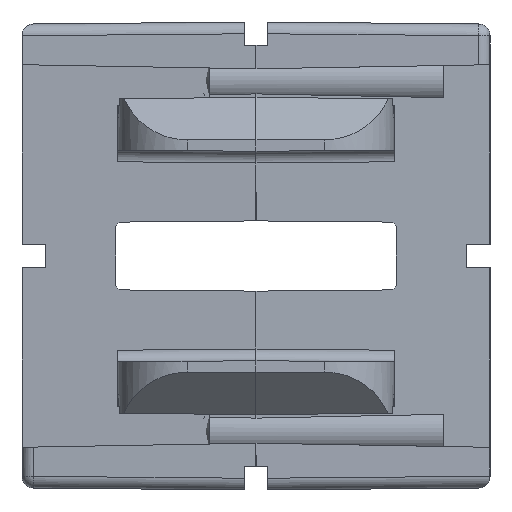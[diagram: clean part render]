
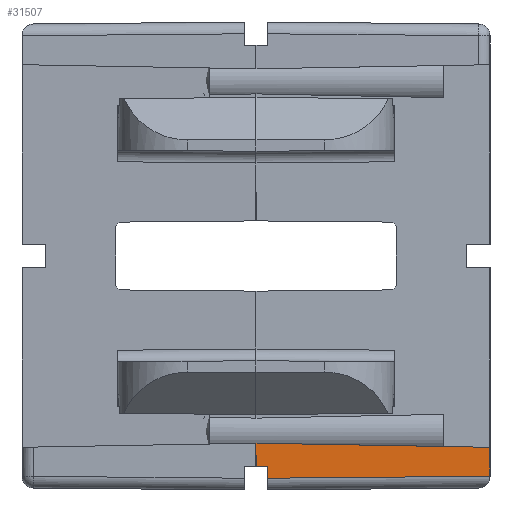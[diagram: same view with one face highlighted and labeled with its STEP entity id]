
A CAD part, left-side view. The second image highlights one B-rep face of the part: STEP entity #31507.
In plain terms, the highlighted planar face has unit normal (-1, -0.009, 0).
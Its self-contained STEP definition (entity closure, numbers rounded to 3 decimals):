
#4960 = EDGE_LOOP ( 'NONE', ( #36075, #36076, #36077, #36078, #36079, #36080 ) ) ;
#11297 = CARTESIAN_POINT ( 'NONE',  ( -69.913, -10., -9.413 ) ) ;
#12933 = CARTESIAN_POINT ( 'NONE',  ( -70., 0., 10. ) ) ;
#12935 = PLANE ( 'NONE',  #14731 ) ;
#12938 = DIRECTION ( 'NONE',  ( -1., -0.009, 0. ) ) ;
#12939 = DIRECTION ( 'NONE',  ( 0.009, -1., 0. ) ) ;
#13530 = FACE_OUTER_BOUND ( 'NONE', #4960, .T. ) ;
#14731 = AXIS2_PLACEMENT_3D ( 'NONE', #12933, #12938, #12939 ) ;
#18725 = CARTESIAN_POINT ( 'NONE',  ( -70., 0., 10. ) ) ;
#18736 = DIRECTION ( 'NONE',  ( 0., 0., -1. ) ) ;
#19113 = LINE ( 'NONE', #18725, #19118 ) ;
#19118 = VECTOR ( 'NONE', #18736, 1000. ) ;
#20400 = VERTEX_POINT ( 'NONE', #11297 ) ;
#23113 = LINE ( 'NONE', #24126, #23116 ) ;
#23115 = LINE ( 'NONE', #24130, #23117 ) ;
#23116 = VECTOR ( 'NONE', #24127, 1000. ) ;
#23117 = VECTOR ( 'NONE', #24134, 1000. ) ;
#23118 = LINE ( 'NONE', #24136, #23120 ) ;
#23119 = LINE ( 'NONE', #24138, #23122 ) ;
#23120 = VECTOR ( 'NONE', #24137, 1000. ) ;
#23122 = VECTOR ( 'NONE', #24139, 1000. ) ;
#24126 = CARTESIAN_POINT ( 'NONE',  ( -70.003, 0.314, -7.995 ) ) ;
#24127 = DIRECTION ( 'NONE',  ( -0.009, 1., 0.017 ) ) ;
#24130 = CARTESIAN_POINT ( 'NONE',  ( -69.996, -0.5, 10. ) ) ;
#24134 = DIRECTION ( 'NONE',  ( 0., 0., 1. ) ) ;
#24136 = CARTESIAN_POINT ( 'NONE',  ( -69.989, -1.217, -9.489 ) ) ;
#24137 = DIRECTION ( 'NONE',  ( 0.009, -1., 0.009 ) ) ;
#24138 = CARTESIAN_POINT ( 'NONE',  ( -70.001, 0.166, -8.999 ) ) ;
#24139 = DIRECTION ( 'NONE',  ( -0.009, 1., 0.009 ) ) ;
#24984 = CARTESIAN_POINT ( 'NONE',  ( -69.913, -10., -8.175 ) ) ;
#26444 = CARTESIAN_POINT ( 'NONE',  ( -70., 0., -8. ) ) ;
#26450 = CARTESIAN_POINT ( 'NONE',  ( -70., 0., -9. ) ) ;
#26455 = CARTESIAN_POINT ( 'NONE',  ( -69.996, -0.5, -9.004 ) ) ;
#26456 = CARTESIAN_POINT ( 'NONE',  ( -69.996, -0.5, -9.496 ) ) ;
#28564 = LINE ( 'NONE', #29520, #28567 ) ;
#28567 = VECTOR ( 'NONE', #29521, 1000. ) ;
#29520 = CARTESIAN_POINT ( 'NONE',  ( -69.913, -10., 10. ) ) ;
#29521 = DIRECTION ( 'NONE',  ( 0., 0., -1. ) ) ;
#31507 = ADVANCED_FACE ( 'NONE', ( #13530 ), #12935, .T. ) ;
#32451 = EDGE_CURVE ( 'NONE', #34885, #34891, #19113, .T. ) ;
#33591 = EDGE_CURVE ( 'NONE', #34498, #34885, #23113, .T. ) ;
#33593 = EDGE_CURVE ( 'NONE', #34897, #34896, #23115, .T. ) ;
#33594 = EDGE_CURVE ( 'NONE', #34897, #20400, #23118, .T. ) ;
#33595 = EDGE_CURVE ( 'NONE', #34896, #34891, #23119, .T. ) ;
#34498 = VERTEX_POINT ( 'NONE', #24984 ) ;
#34885 = VERTEX_POINT ( 'NONE', #26444 ) ;
#34891 = VERTEX_POINT ( 'NONE', #26450 ) ;
#34896 = VERTEX_POINT ( 'NONE', #26455 ) ;
#34897 = VERTEX_POINT ( 'NONE', #26456 ) ;
#36075 = ORIENTED_EDGE ( 'NONE', *, *, #33593, .F. ) ;
#36076 = ORIENTED_EDGE ( 'NONE', *, *, #33594, .T. ) ;
#36077 = ORIENTED_EDGE ( 'NONE', *, *, #38307, .F. ) ;
#36078 = ORIENTED_EDGE ( 'NONE', *, *, #33591, .T. ) ;
#36079 = ORIENTED_EDGE ( 'NONE', *, *, #32451, .T. ) ;
#36080 = ORIENTED_EDGE ( 'NONE', *, *, #33595, .F. ) ;
#38307 = EDGE_CURVE ( 'NONE', #34498, #20400, #28564, .T. ) ;
